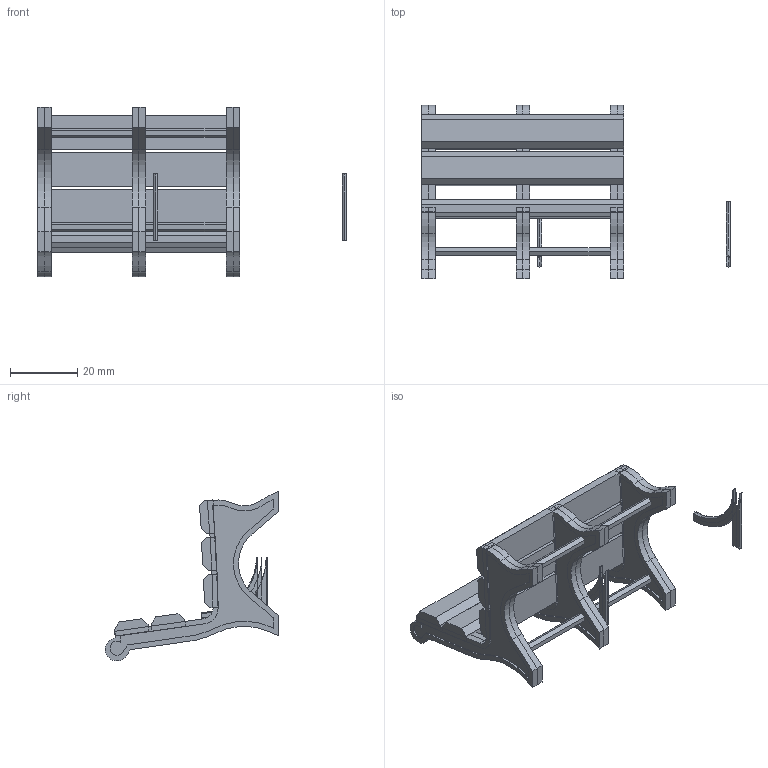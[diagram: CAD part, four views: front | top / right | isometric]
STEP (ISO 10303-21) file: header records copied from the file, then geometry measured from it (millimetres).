
FILE_DESCRIPTION((('zoo.dev export')), '2;1');
FILE_NAME('dump.step', '2025-02-05T20:07:51.580063269+00:00', ('Author unknown'), ('Organization unknown'), 'zoo.dev beta', 'zoo.dev', 'Authorization unknown');
FILE_SCHEMA(('AP203_CONFIGURATION_CONTROLLED_3D_DESIGN_OF_MECHANICAL_PARTS_AND_ASSEMBLIES_MIM_LF'));
Length unit declared in the file: metre
Products named in the file (15): UNIDENTIFIED_PRODUCT
Bounding box: 91.6 x 51.49 x 50.41 mm (x, y, z)
Volume: 19195.9 mm3; surface area: 21496.2 mm2
Topology: 15 solids, 15 shells, 344 faces, 924 edges, 610 vertices
Faces by surface type: plane 228, cylinder 108, bspline 8
Entity records: 10995 total; most frequent: CARTESIAN_POINT 2690, ORIENTED_EDGE 1776, DIRECTION 1522, EDGE_CURVE 888, VECTOR 658, LINE 658, VERTEX_POINT 592, AXIS2_PLACEMENT_3D 540
